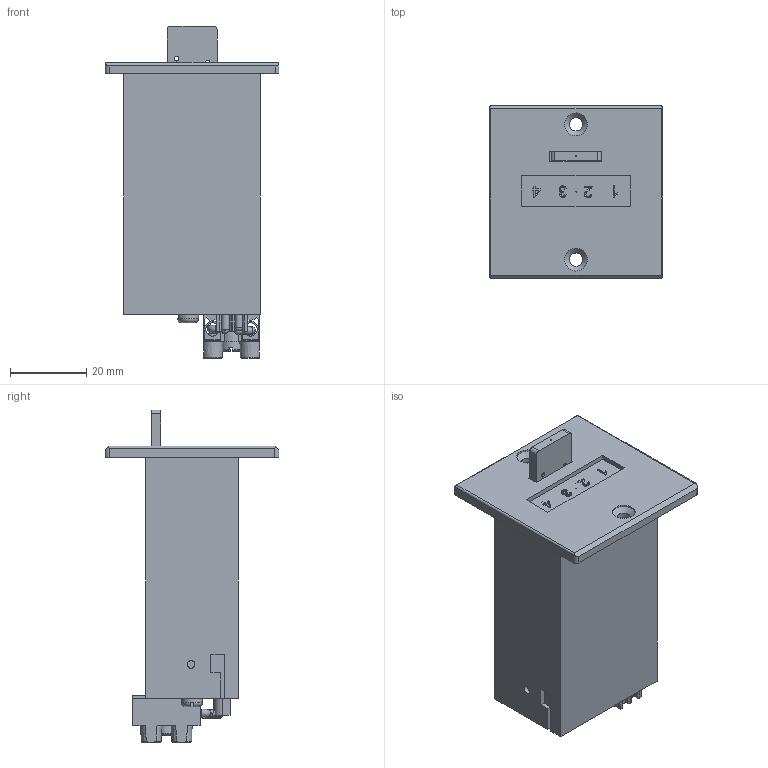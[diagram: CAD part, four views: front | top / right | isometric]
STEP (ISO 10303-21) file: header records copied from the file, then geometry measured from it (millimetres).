
FILE_DESCRIPTION( ( 'Unknown' ), '1' );
FILE_NAME( 'PANEL MOUNT 4 FIGURE 230823.stp', 'Unknown', ( 'Unknown' ), ( 'Unknown' ), 'PSStep 17.0.49', 'Unknown', ' ' );
FILE_SCHEMA( ( 'AUTOMOTIVE_DESIGN { 1 0 10303 214 1 1 1 1 }' ) );
Length unit declared in the file: millimetre
Products named in the file (18): Assem1; SE1801 REV 03 BOBBIN-COIL(70800-005-D); WINDOW_DIAL_4_FIGURE; EARTHING CONNECTOR; AA6231_REV_04_ M3 SCREW; AA6239_REV_03; SOLID  CR26 FRAME_4_FIGURE ; COIL REF DRAWING FOR TERMINAL STRIP; RESET ARM SOLID; SF1008_REV_02_COVER 2 HOLE_1846-015-D_CR26 4 FIGURE
Assembly tree (17 placements, depth 2):
  Assem1
    SE1801 REV 03 BOBBIN-COIL(70800-005-D)
    WINDOW_DIAL_4_FIGURE
    EARTHING CONNECTOR
    EARTHING CONNECTOR
    EARTHING CONNECTOR
    EARTHING CONNECTOR
    EARTHING CONNECTOR
    AA6231_REV_04_ M3 SCREW
    AA6239_REV_03
    SOLID  CR26 FRAME_4_FIGURE 
    SOLID  CR26 FRAME_4_FIGURE 
    COIL REF DRAWING FOR TERMINAL STRIP
    COIL REF DRAWING FOR TERMINAL STRIP
    COIL REF DRAWING FOR TERMINAL STRIP
    RESET ARM SOLID
    SF1008_REV_02_COVER 2 HOLE_1846-015-D_CR26 4 FIGURE
    SF1008_REV_02_COVER 2 HOLE_1846-015-D_CR26 4 FIGURE
Bounding box: 45.72 x 45.72 x 87.25 mm (x, y, z)
Volume: 65045.6 mm3; surface area: 43002.9 mm2
Topology: 17 solids, 18 shells, 578 faces, 1513 edges, 994 vertices
Faces by surface type: plane 368, cylinder 135, extrusion 27, bspline 16, torus 15, cone 14, sphere 3
Full cylindrical faces by diameter (mm): 0.001 x1, 0.051 x1, 0.2 x1, 0.318 x1, 0.991 x1, 1.2 x2, 1.981 x1, 2 x8, 2.032 x2, 2.15 x1, 2.372 x4, 2.4 x2, 2.459 x1, 2.9 x4, 3.5 x9, 3.9 x4, 4 x1, 5.4 x1, 5.5 x1, 6 x2, 6.121 x1, 8.28 x1, 10 x1, 20 x1, 20.003 x1
Entity records: 31367 total; most frequent: CARTESIAN_POINT 12661, ORIENTED_EDGE 2820, DIRECTION 2730, EDGE_CURVE 1410, VERTEX_POINT 967, VECTOR 952, LINE 925, AXIS2_PLACEMENT_3D 889
